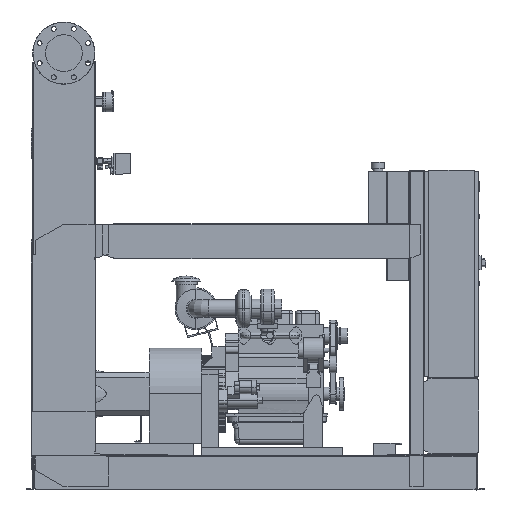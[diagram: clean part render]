
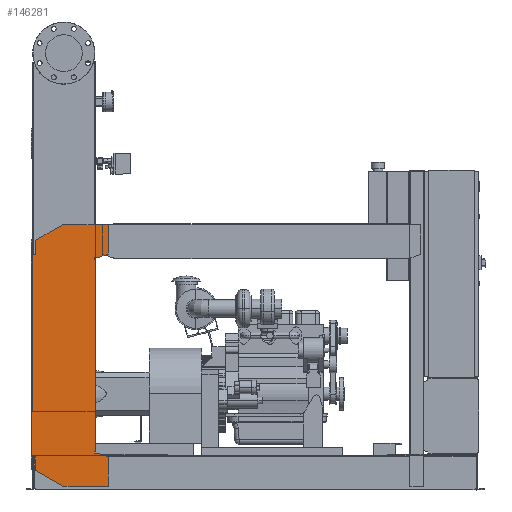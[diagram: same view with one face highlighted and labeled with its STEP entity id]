
A CAD part, front view. The second image highlights one B-rep face of the part: STEP entity #146281.
In plain terms, the highlighted free-form (B-spline) face has degree [1, 1] with [2, 2] control points.
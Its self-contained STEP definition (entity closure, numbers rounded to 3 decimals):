
#145766=CARTESIAN_POINT('',(-129.0,-463.5,1076.0));
#145767=VERTEX_POINT('',#145766);
#145774=CARTESIAN_POINT('',(-129.,-463.5,1142.986));
#145775=VERTEX_POINT('',#145774);
#145776=CARTESIAN_POINT('',(-129.0,-463.5,1076.0));
#145777=DIRECTION('',(0.0,0.0,1.0));
#145778=VECTOR('',#145777,66.986);
#145779=LINE('',#145776,#145778);
#145780=EDGE_CURVE('',#145767,#145775,#145779,.T.);
#145798=CARTESIAN_POINT('',(-6.0,-463.5,1214.0));
#145799=VERTEX_POINT('',#145798);
#145800=CARTESIAN_POINT('',(-129.,-463.5,1142.986));
#145801=DIRECTION('',(0.866,0.0,0.5));
#145802=VECTOR('',#145801,142.028);
#145803=LINE('',#145800,#145802);
#145804=EDGE_CURVE('',#145775,#145799,#145803,.T.);
#145822=CARTESIAN_POINT('',(204.,-463.5,1214.0));
#145823=VERTEX_POINT('',#145822);
#145824=CARTESIAN_POINT('',(-6.0,-463.5,1214.0));
#145825=DIRECTION('',(1.0,0.0,0.0));
#145826=VECTOR('',#145825,210.);
#145827=LINE('',#145824,#145826);
#145828=EDGE_CURVE('',#145799,#145823,#145827,.T.);
#145846=CARTESIAN_POINT('',(204.0,-463.5,1080.379));
#145847=VERTEX_POINT('',#145846);
#145848=CARTESIAN_POINT('',(204.,-463.5,1214.0));
#145849=DIRECTION('',(0.0,0.0,-1.0));
#145850=VECTOR('',#145849,133.621);
#145851=LINE('',#145848,#145850);
#145852=EDGE_CURVE('',#145823,#145847,#145851,.T.);
#145870=CARTESIAN_POINT('',(159.0,-463.5,1064.0));
#145871=VERTEX_POINT('',#145870);
#145872=CARTESIAN_POINT('',(204.0,-463.5,1080.379));
#145873=DIRECTION('',(-0.94,0.0,-0.342));
#145874=VECTOR('',#145873,47.888);
#145875=LINE('',#145872,#145874);
#145876=EDGE_CURVE('',#145847,#145871,#145875,.T.);
#145894=CARTESIAN_POINT('',(139.0,-463.5,1064.0));
#145895=VERTEX_POINT('',#145894);
#145896=CARTESIAN_POINT('',(159.0,-463.5,1064.0));
#145897=DIRECTION('',(-1.0,0.0,0.0));
#145898=VECTOR('',#145897,20.0);
#145899=LINE('',#145896,#145898);
#145900=EDGE_CURVE('',#145871,#145895,#145899,.T.);
#145918=CARTESIAN_POINT('',(139.0,-463.5,1056.0));
#145919=VERTEX_POINT('',#145918);
#145920=CARTESIAN_POINT('',(139.0,-463.5,1064.0));
#145921=DIRECTION('',(0.0,0.0,-1.0));
#145922=VECTOR('',#145921,8.0);
#145923=LINE('',#145920,#145922);
#145924=EDGE_CURVE('',#145895,#145919,#145923,.T.);
#145942=CARTESIAN_POINT('',(147.,-463.5,1056.0));
#145943=VERTEX_POINT('',#145942);
#145944=CARTESIAN_POINT('',(139.0,-463.5,1056.0));
#145945=DIRECTION('',(1.0,0.0,0.0));
#145946=VECTOR('',#145945,8.);
#145947=LINE('',#145944,#145946);
#145948=EDGE_CURVE('',#145919,#145943,#145947,.T.);
#145966=CARTESIAN_POINT('',(147.,-463.5,176.));
#145967=VERTEX_POINT('',#145966);
#145978=CARTESIAN_POINT('',(147.,-463.5,1056.0));
#145979=DIRECTION('',(0.0,0.0,-1.0));
#145980=VECTOR('',#145979,880.);
#145981=LINE('',#145978,#145980);
#145982=EDGE_CURVE('',#145943,#145967,#145981,.T.);
#145996=CARTESIAN_POINT('',(139.,-463.5,176.));
#145997=VERTEX_POINT('',#145996);
#145998=CARTESIAN_POINT('',(147.,-463.5,176.));
#145999=DIRECTION('',(-1.0,0.0,0.0));
#146000=VECTOR('',#145999,8.0);
#146001=LINE('',#145998,#146000);
#146002=EDGE_CURVE('',#145967,#145997,#146001,.T.);
#146020=CARTESIAN_POINT('',(139.,-463.5,168.));
#146021=VERTEX_POINT('',#146020);
#146022=CARTESIAN_POINT('',(139.,-463.5,176.));
#146023=DIRECTION('',(0.0,0.0,-1.0));
#146024=VECTOR('',#146023,8.0);
#146025=LINE('',#146022,#146024);
#146026=EDGE_CURVE('',#145997,#146021,#146025,.T.);
#146044=CARTESIAN_POINT('',(159.,-463.5,168.));
#146045=VERTEX_POINT('',#146044);
#146046=CARTESIAN_POINT('',(139.,-463.5,168.));
#146047=DIRECTION('',(1.0,0.0,0.0));
#146048=VECTOR('',#146047,20.0);
#146049=LINE('',#146046,#146048);
#146050=EDGE_CURVE('',#146021,#146045,#146049,.T.);
#146068=CARTESIAN_POINT('',(204.,-463.5,151.621));
#146069=VERTEX_POINT('',#146068);
#146070=CARTESIAN_POINT('',(159.,-463.5,168.));
#146071=DIRECTION('',(0.94,0.0,-0.342));
#146072=VECTOR('',#146071,47.888);
#146073=LINE('',#146070,#146072);
#146074=EDGE_CURVE('',#146045,#146069,#146073,.T.);
#146092=CARTESIAN_POINT('',(204.,-463.5,18.0));
#146093=VERTEX_POINT('',#146092);
#146094=CARTESIAN_POINT('',(204.,-463.5,151.621));
#146095=DIRECTION('',(0.0,0.0,-1.0));
#146096=VECTOR('',#146095,133.621);
#146097=LINE('',#146094,#146096);
#146098=EDGE_CURVE('',#146069,#146093,#146097,.T.);
#146116=CARTESIAN_POINT('',(-4.,-463.5,18.0));
#146117=VERTEX_POINT('',#146116);
#146118=CARTESIAN_POINT('',(204.,-463.5,18.0));
#146119=DIRECTION('',(-1.0,0.0,0.0));
#146120=VECTOR('',#146119,208.);
#146121=LINE('',#146118,#146120);
#146122=EDGE_CURVE('',#146093,#146117,#146121,.T.);
#146140=CARTESIAN_POINT('',(-129.,-463.5,90.169));
#146141=VERTEX_POINT('',#146140);
#146142=CARTESIAN_POINT('',(-4.,-463.5,18.0));
#146143=DIRECTION('',(-0.866,0.,0.5));
#146144=VECTOR('',#146143,144.338);
#146145=LINE('',#146142,#146144);
#146146=EDGE_CURVE('',#146117,#146141,#146145,.T.);
#146164=CARTESIAN_POINT('',(-129.,-463.5,156.0));
#146165=VERTEX_POINT('',#146164);
#146166=CARTESIAN_POINT('',(-129.,-463.5,90.169));
#146167=DIRECTION('',(0.0,0.0,1.0));
#146168=VECTOR('',#146167,65.831);
#146169=LINE('',#146166,#146168);
#146170=EDGE_CURVE('',#146141,#146165,#146169,.T.);
#146188=CARTESIAN_POINT('',(-149.,-463.5,156.0));
#146189=VERTEX_POINT('',#146188);
#146190=CARTESIAN_POINT('',(-129.,-463.5,156.0));
#146191=DIRECTION('',(-1.0,0.0,0.0));
#146192=VECTOR('',#146191,20.0);
#146193=LINE('',#146190,#146192);
#146194=EDGE_CURVE('',#146165,#146189,#146193,.T.);
#146212=CARTESIAN_POINT('',(-149.0,-463.5,1076.0));
#146213=VERTEX_POINT('',#146212);
#146226=CARTESIAN_POINT('',(-149.,-463.5,156.0));
#146227=DIRECTION('',(0.0,0.0,1.0));
#146228=VECTOR('',#146227,920.0);
#146229=LINE('',#146226,#146228);
#146230=EDGE_CURVE('',#146189,#146213,#146229,.T.);
#146244=CARTESIAN_POINT('',(-149.0,-463.5,1076.0));
#146245=DIRECTION('',(1.0,0.0,0.0));
#146246=VECTOR('',#146245,20.0);
#146247=LINE('',#146244,#146246);
#146248=EDGE_CURVE('',#146213,#145767,#146247,.T.);
#146254=CARTESIAN_POINT('',(-149.,-463.5,18.0));
#146255=CARTESIAN_POINT('',(204.,-463.5,18.0));
#146256=CARTESIAN_POINT('',(-149.,-463.5,1214.0));
#146257=CARTESIAN_POINT('',(204.,-463.5,1214.0));
#146258=B_SPLINE_SURFACE_WITH_KNOTS('',1,1,((#146254,#146256),(#146255,#146257)),.UNSPECIFIED.,.F.,.F.,.U.,(2,2),(2,2),(0.0,353.),(0.0,1196.0),.UNSPECIFIED.);
#146259=ORIENTED_EDGE('',*,*,#146248,.F.);
#146260=ORIENTED_EDGE('',*,*,#146230,.F.);
#146261=ORIENTED_EDGE('',*,*,#146194,.F.);
#146262=ORIENTED_EDGE('',*,*,#146170,.F.);
#146263=ORIENTED_EDGE('',*,*,#146146,.F.);
#146264=ORIENTED_EDGE('',*,*,#146122,.F.);
#146265=ORIENTED_EDGE('',*,*,#146098,.F.);
#146266=ORIENTED_EDGE('',*,*,#146074,.F.);
#146267=ORIENTED_EDGE('',*,*,#146050,.F.);
#146268=ORIENTED_EDGE('',*,*,#146026,.F.);
#146269=ORIENTED_EDGE('',*,*,#146002,.F.);
#146270=ORIENTED_EDGE('',*,*,#145982,.F.);
#146271=ORIENTED_EDGE('',*,*,#145948,.F.);
#146272=ORIENTED_EDGE('',*,*,#145924,.F.);
#146273=ORIENTED_EDGE('',*,*,#145900,.F.);
#146274=ORIENTED_EDGE('',*,*,#145876,.F.);
#146275=ORIENTED_EDGE('',*,*,#145852,.F.);
#146276=ORIENTED_EDGE('',*,*,#145828,.F.);
#146277=ORIENTED_EDGE('',*,*,#145804,.F.);
#146278=ORIENTED_EDGE('',*,*,#145780,.F.);
#146279=EDGE_LOOP('',(#146259,#146260,#146261,#146262,#146263,#146264,#146265,#146266,#146267,#146268,#146269,#146270,#146271,#146272,#146273,#146274,#146275,#146276,#146277,#146278));
#146280=FACE_OUTER_BOUND('',#146279,.T.);
#146281=ADVANCED_FACE('',(#146280),#146258,.T.);
